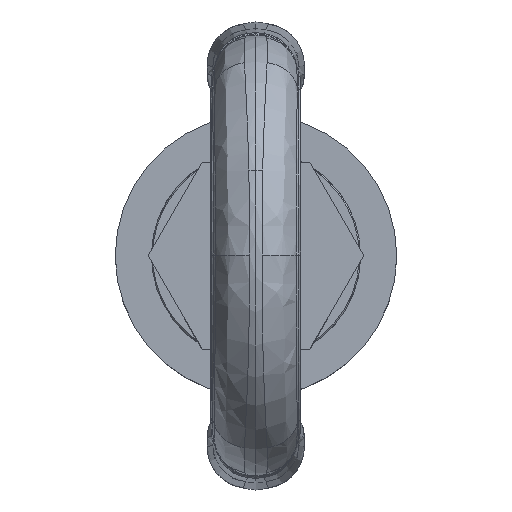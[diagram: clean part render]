
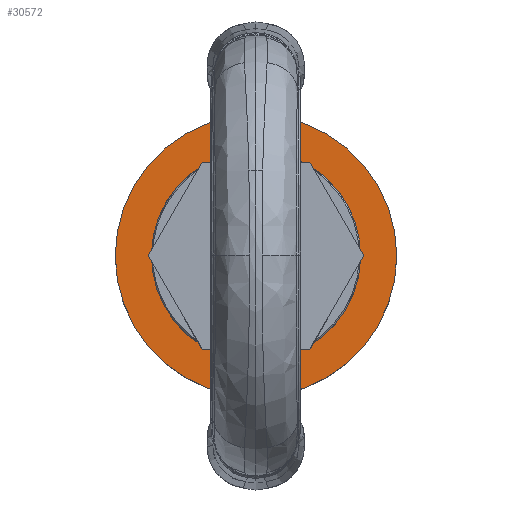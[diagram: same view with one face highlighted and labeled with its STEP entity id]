
A CAD part, top view. The second image highlights one B-rep face of the part: STEP entity #30572.
In plain terms, the highlighted planar face has unit normal (0, 0, 1).
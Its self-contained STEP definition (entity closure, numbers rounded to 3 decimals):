
#30509=CARTESIAN_POINT('Vertex',(56.5,0.,0.)) ;
#30512=CARTESIAN_POINT('Axis2P3D Location',(0.,0.,0.)) ;
#30516=CARTESIAN_POINT('Vertex',(-56.5,0.,0.)) ;
#30551=CARTESIAN_POINT('Axis2P3D Location',(0.,0.,0.)) ;
#30563=CARTESIAN_POINT('Axis2P3D Location',(0.,0.,0.)) ;
#30513=DIRECTION('Axis2P3D Direction',(0.,0.,1.)) ;
#30552=DIRECTION('Axis2P3D Direction',(0.,0.,1.)) ;
#30564=DIRECTION('Axis2P3D Direction',(0.,0.,1.)) ;
#30565=DIRECTION('Axis2P3D XDirection',(1.,0.,0.)) ;
#30514=AXIS2_PLACEMENT_3D('Circle Axis2P3D',#30512,#30513,$) ;
#30553=AXIS2_PLACEMENT_3D('Circle Axis2P3D',#30551,#30552,$) ;
#30566=AXIS2_PLACEMENT_3D('Plane Axis2P3D',#30563,#30564,#30565) ;
#30569=ORIENTED_EDGE('',*,*,#30518,.T.) ;
#30570=ORIENTED_EDGE('',*,*,#30555,.F.) ;
#30572=ADVANCED_FACE('YK8231-200C-A',(#30571),#30567,.T.) ;
#30515=CIRCLE('generated circle',#30514,56.5) ;
#30554=CIRCLE('generated circle',#30553,56.5) ;
#30518=EDGE_CURVE('',#30517,#30510,#30515,.T.) ;
#30555=EDGE_CURVE('',#30517,#30510,#30554,.F.) ;
#30568=EDGE_LOOP('',(#30569,#30570)) ;
#30571=FACE_OUTER_BOUND('',#30568,.T.) ;
#30567=PLANE('',#30566) ;
#30510=VERTEX_POINT('',#30509) ;
#30517=VERTEX_POINT('',#30516) ;
